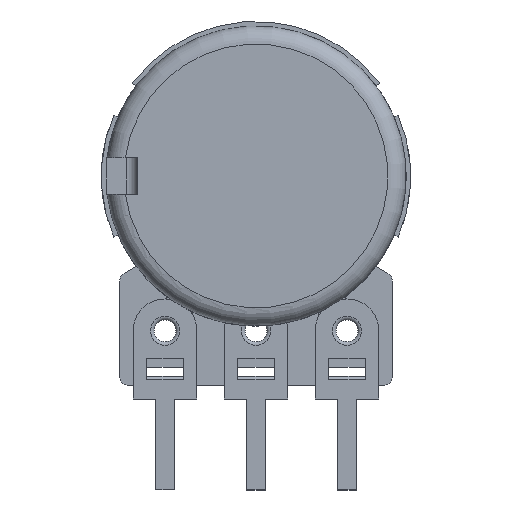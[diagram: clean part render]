
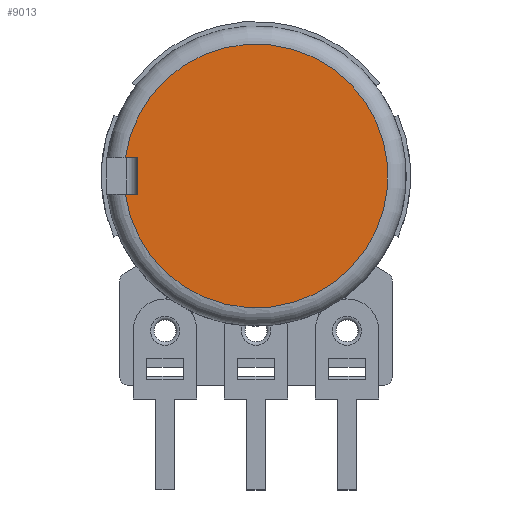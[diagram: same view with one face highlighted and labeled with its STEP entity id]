
A CAD part, top view. The second image highlights one B-rep face of the part: STEP entity #9013.
In plain terms, the highlighted planar face has unit normal (0, 0, 1).
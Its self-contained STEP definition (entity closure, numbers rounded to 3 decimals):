
#604=PLANE('',#9987);
#1137=FACE_OUTER_BOUND('',#1736,.T.);
#1736=EDGE_LOOP('',(#7776,#7777,#7778,#7779));
#2311=LINE('',#17610,#2943);
#2317=LINE('',#17623,#2949);
#2319=LINE('',#17637,#2951);
#2943=VECTOR('',#12294,0.681);
#2949=VECTOR('',#12308,0.681);
#2951=VECTOR('',#12312,2.);
#3586=CIRCLE('',#9986,7.25);
#4259=VERTEX_POINT('',#17598);
#4260=VERTEX_POINT('',#17609);
#4262=VERTEX_POINT('',#17620);
#4263=VERTEX_POINT('',#17622);
#5464=EDGE_CURVE('',#4260,#4259,#2311,.T.);
#5471=EDGE_CURVE('',#4263,#4262,#2317,.T.);
#5474=EDGE_CURVE('',#4262,#4260,#2319,.T.);
#5479=EDGE_CURVE('',#4263,#4259,#3586,.T.);
#7776=ORIENTED_EDGE('',*,*,#5464,.T.);
#7777=ORIENTED_EDGE('',*,*,#5479,.F.);
#7778=ORIENTED_EDGE('',*,*,#5471,.T.);
#7779=ORIENTED_EDGE('',*,*,#5474,.T.);
#9013=ADVANCED_FACE('',(#1137),#604,.T.);
#9986=AXIS2_PLACEMENT_3D('',#17644,#12325,#12326);
#9987=AXIS2_PLACEMENT_3D('',#17645,#12327,#12328);
#12294=DIRECTION('',(-1.,0.,0.));
#12308=DIRECTION('',(1.,0.,0.));
#12312=DIRECTION('',(0.,-1.,0.));
#12325=DIRECTION('center_axis',(0.,0.,-1.));
#12326=DIRECTION('ref_axis',(-1.,0.,0.));
#12327=DIRECTION('center_axis',(0.,0.,1.));
#12328=DIRECTION('ref_axis',(1.,0.,0.));
#17598=CARTESIAN_POINT('',(-7.181,-1.,6.));
#17609=CARTESIAN_POINT('',(-6.5,-1.,6.));
#17610=CARTESIAN_POINT('',(-3.25,-1.,6.));
#17620=CARTESIAN_POINT('',(-6.5,1.,6.));
#17622=CARTESIAN_POINT('',(-7.181,1.,6.));
#17623=CARTESIAN_POINT('',(-4.903,1.,6.));
#17637=CARTESIAN_POINT('',(-6.5,0.5,6.));
#17644=CARTESIAN_POINT('Origin',(0.,0.,6.));
#17645=CARTESIAN_POINT('Origin',(0.,0.,6.));
